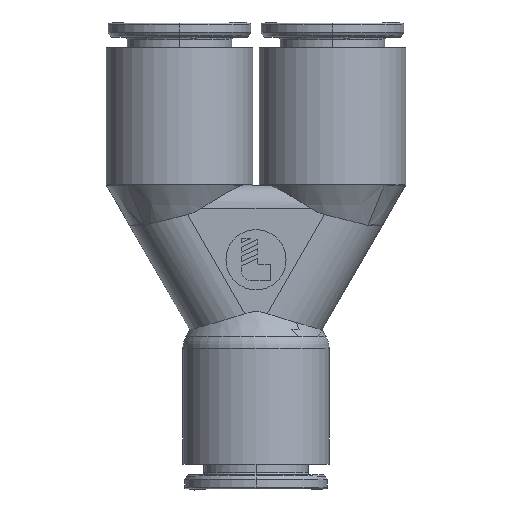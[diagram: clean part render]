
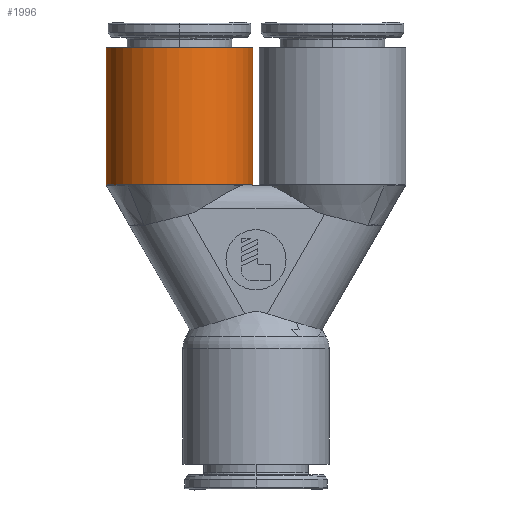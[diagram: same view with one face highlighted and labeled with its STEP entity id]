
A CAD part, top view. The second image highlights one B-rep face of the part: STEP entity #1996.
In plain terms, the highlighted cylindrical face has radius 9.49 mm (diameter 18.98 mm), a partial arc.
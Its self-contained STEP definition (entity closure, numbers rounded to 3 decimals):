
#1996=ADVANCED_FACE('',(#5628),#5629,.T.);
#5628=FACE_OUTER_BOUND('',#20033,.T.);
#5629=CYLINDRICAL_SURFACE('',#20034,9.49);
#20033=EDGE_LOOP('',(#33458,#33459,#33460,#33461));
#20034=AXIS2_PLACEMENT_3D('',#33462,#33463,#33464);
#33458=ORIENTED_EDGE('',*,*,#39451,.T.);
#33459=ORIENTED_EDGE('',*,*,#39448,.T.);
#33460=ORIENTED_EDGE('',*,*,#39445,.F.);
#33461=ORIENTED_EDGE('',*,*,#39450,.F.);
#33462=CARTESIAN_POINT('',(-9.925,35.31,0.0));
#33463=DIRECTION('',(-0.0,-1.0,0.0));
#33464=DIRECTION('',(-1.0,0.0,0.0));
#39445=EDGE_CURVE('',#46917,#46919,#46920,.T.);
#39448=EDGE_CURVE('',#46923,#46919,#46924,.T.);
#39450=EDGE_CURVE('',#46925,#46917,#46927,.T.);
#39451=EDGE_CURVE('',#46925,#46923,#46928,.T.);
#46917=VERTEX_POINT('',#64275);
#46919=VERTEX_POINT('',#64278);
#46920=CIRCLE('',#64279,9.49);
#46923=VERTEX_POINT('',#64283);
#46924=LINE('',#64284,#64285);
#46925=VERTEX_POINT('',#64286);
#46927=LINE('',#64288,#64289);
#46928=CIRCLE('',#64290,9.49);
#64275=CARTESIAN_POINT('',(-0.435,36.209,0.0));
#64278=CARTESIAN_POINT('',(-19.415,36.209,0.0));
#64279=AXIS2_PLACEMENT_3D('',#71694,#71695,#71696);
#64283=CARTESIAN_POINT('',(-19.415,54.0,0.0));
#64284=CARTESIAN_POINT('',(-19.415,54.0,0.0));
#64285=VECTOR('',#71701,17.791);
#64286=CARTESIAN_POINT('',(-0.435,54.0,0.0));
#64288=CARTESIAN_POINT('',(-0.435,54.0,0.0));
#64289=VECTOR('',#71705,17.791);
#64290=AXIS2_PLACEMENT_3D('',#71706,#71707,#71708);
#71694=CARTESIAN_POINT('',(-9.925,36.209,0.0));
#71695=DIRECTION('',(0.0,-1.0,0.0));
#71696=DIRECTION('',(1.0,0.0,0.0));
#71701=DIRECTION('',(0.0,-1.0,0.0));
#71705=DIRECTION('',(0.0,-1.0,0.0));
#71706=CARTESIAN_POINT('',(-9.925,54.0,0.0));
#71707=DIRECTION('',(0.0,-1.0,0.0));
#71708=DIRECTION('',(1.0,0.0,0.0));
